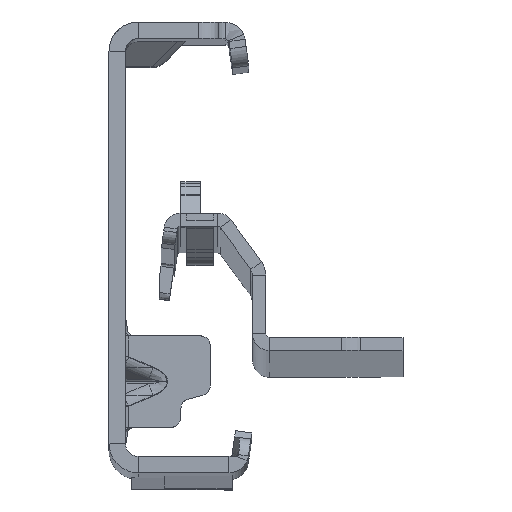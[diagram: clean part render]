
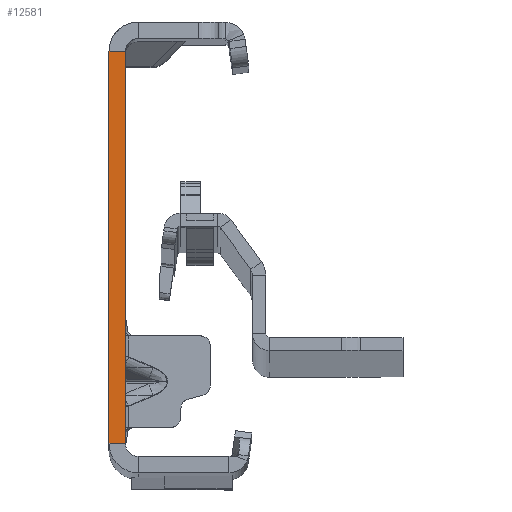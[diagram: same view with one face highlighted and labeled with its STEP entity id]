
A CAD part, top view. The second image highlights one B-rep face of the part: STEP entity #12581.
In plain terms, the highlighted planar face has unit normal (0, 0, 1).
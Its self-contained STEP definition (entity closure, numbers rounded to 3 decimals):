
#302 = FACE_OUTER_BOUND ( 'NONE', #13237, .T. ) ;
#321 = ORIENTED_EDGE ( 'NONE', *, *, #27092, .T. ) ;
#2224 = VERTEX_POINT ( 'NONE', #14157 ) ;
#2504 = ORIENTED_EDGE ( 'NONE', *, *, #6120, .T. ) ;
#4316 = DIRECTION ( 'NONE',  ( -1., 0., 0. ) ) ;
#6120 = EDGE_CURVE ( 'NONE', #27513, #2224, #11968, .T. ) ;
#8739 = CARTESIAN_POINT ( 'NONE',  ( 0., 30., 0. ) ) ;
#11089 = DIRECTION ( 'NONE',  ( 1., 0., 0. ) ) ;
#11211 = CARTESIAN_POINT ( 'NONE',  ( 0., 30., 0. ) ) ;
#11816 = CARTESIAN_POINT ( 'NONE',  ( -2.5, -32., 0. ) ) ;
#11968 = LINE ( 'NONE', #8739, #17089 ) ;
#12581 = ADVANCED_FACE ( 'NONE', ( #302 ), #15567, .T. ) ;
#12873 = VERTEX_POINT ( 'NONE', #19946 ) ;
#13237 = EDGE_LOOP ( 'NONE', ( #42904, #2504, #321, #29121 ) ) ;
#14157 = CARTESIAN_POINT ( 'NONE',  ( -2.5, 30., 0. ) ) ;
#15567 = PLANE ( 'NONE',  #32680 ) ;
#16052 = LINE ( 'NONE', #11816, #17825 ) ;
#16446 = DIRECTION ( 'NONE',  ( -1., 0., 0. ) ) ;
#16536 = DIRECTION ( 'NONE',  ( 0., -1., 0. ) ) ;
#17089 = VECTOR ( 'NONE', #16446, 1000. ) ;
#17825 = VECTOR ( 'NONE', #16536, 1000. ) ;
#19446 = VERTEX_POINT ( 'NONE', #42820 ) ;
#19833 = CARTESIAN_POINT ( 'NONE',  ( 0., -32., 0. ) ) ;
#19946 = CARTESIAN_POINT ( 'NONE',  ( -2.5, -30., 0. ) ) ;
#27016 = LINE ( 'NONE', #35035, #39147 ) ;
#27092 = EDGE_CURVE ( 'NONE', #2224, #12873, #16052, .T. ) ;
#27513 = VERTEX_POINT ( 'NONE', #11211 ) ;
#29121 = ORIENTED_EDGE ( 'NONE', *, *, #35079, .F. ) ;
#30756 = DIRECTION ( 'NONE',  ( 0., 0., 1. ) ) ;
#32680 = AXIS2_PLACEMENT_3D ( 'NONE', #38555, #30756, #11089 ) ;
#34905 = VECTOR ( 'NONE', #42399, 1000. ) ;
#35035 = CARTESIAN_POINT ( 'NONE',  ( 0., -30., 0. ) ) ;
#35079 = EDGE_CURVE ( 'NONE', #19446, #12873, #27016, .T. ) ;
#38555 = CARTESIAN_POINT ( 'NONE',  ( -2.5, -32., 0. ) ) ;
#39147 = VECTOR ( 'NONE', #4316, 1000. ) ;
#42399 = DIRECTION ( 'NONE',  ( 0., -1., 0. ) ) ;
#42820 = CARTESIAN_POINT ( 'NONE',  ( 0., -30., 0. ) ) ;
#42904 = ORIENTED_EDGE ( 'NONE', *, *, #46582, .F. ) ;
#46423 = LINE ( 'NONE', #19833, #34905 ) ;
#46582 = EDGE_CURVE ( 'NONE', #27513, #19446, #46423, .T. ) ;
